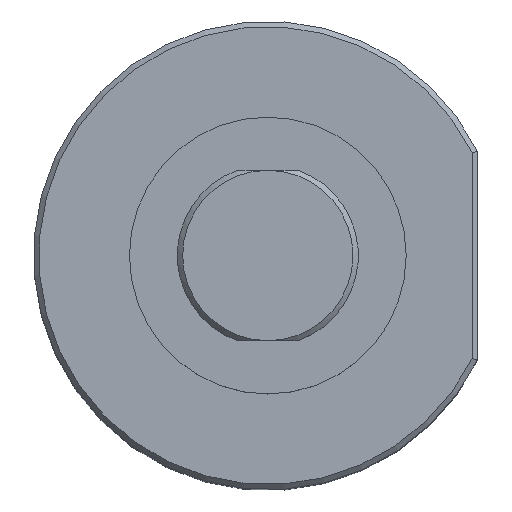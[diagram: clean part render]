
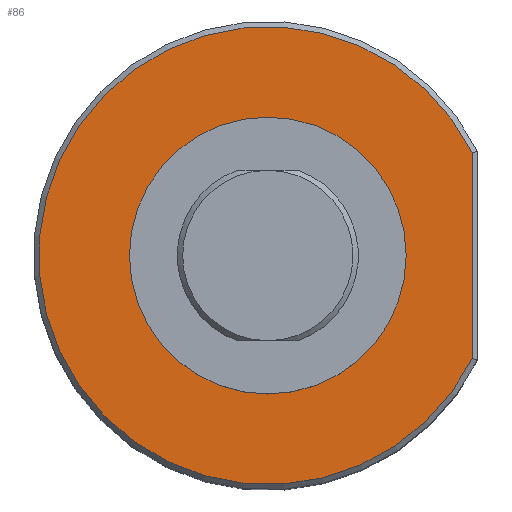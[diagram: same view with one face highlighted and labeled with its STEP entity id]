
A CAD part, top view. The second image highlights one B-rep face of the part: STEP entity #86.
In plain terms, the highlighted planar face has unit normal (0, 0, 1).
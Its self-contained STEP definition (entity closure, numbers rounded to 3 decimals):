
#36=PLANE('',#364);
#48=FACE_BOUND('',#131,.T.);
#49=FACE_BOUND('',#132,.T.);
#86=ADVANCED_FACE('',(#48,#49),#36,.F.);
#131=EDGE_LOOP('',(#200,#201));
#132=EDGE_LOOP('',(#202));
#168=CIRCLE('',#362,21.5);
#169=CIRCLE('',#363,13.);
#200=ORIENTED_EDGE('',*,*,#303,.T.);
#201=ORIENTED_EDGE('',*,*,#304,.T.);
#202=ORIENTED_EDGE('',*,*,#305,.T.);
#272=VERTEX_POINT('',#547);
#273=VERTEX_POINT('',#548);
#274=VERTEX_POINT('',#551);
#303=EDGE_CURVE('',#272,#273,#168,.T.);
#304=EDGE_CURVE('',#273,#272,#328,.T.);
#305=EDGE_CURVE('',#274,#274,#169,.T.);
#328=LINE('',#549,#340);
#340=VECTOR('',#432,1.);
#362=AXIS2_PLACEMENT_3D('',#546,#430,#431);
#363=AXIS2_PLACEMENT_3D('',#550,#433,#434);
#364=AXIS2_PLACEMENT_3D('',#552,#435,#436);
#430=DIRECTION('',(0.,0.,1.));
#431=DIRECTION('',(0.,1.,0.));
#432=DIRECTION('',(0.,1.,0.));
#433=DIRECTION('',(0.,0.,-1.));
#434=DIRECTION('',(0.,1.,0.));
#435=DIRECTION('',(0.,0.,-1.));
#436=DIRECTION('',(0.,1.,0.));
#546=CARTESIAN_POINT('',(0.,0.,42.));
#547=CARTESIAN_POINT('',(19.2,9.675,42.));
#548=CARTESIAN_POINT('',(19.2,-9.675,42.));
#549=CARTESIAN_POINT('',(19.2,9.793,42.));
#550=CARTESIAN_POINT('',(0.,0.,42.));
#551=CARTESIAN_POINT('',(0.,13.,42.));
#552=CARTESIAN_POINT('',(13.,0.,42.));
